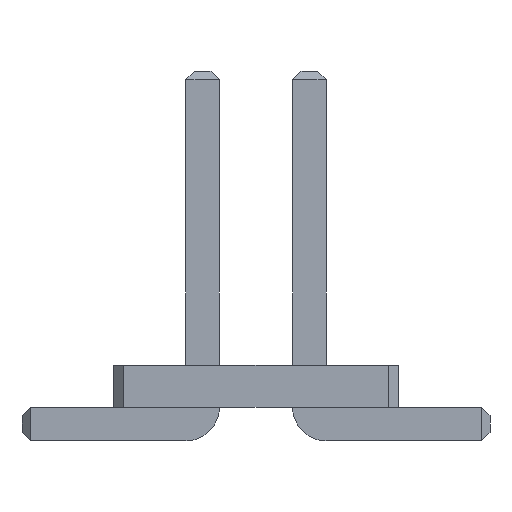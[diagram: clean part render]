
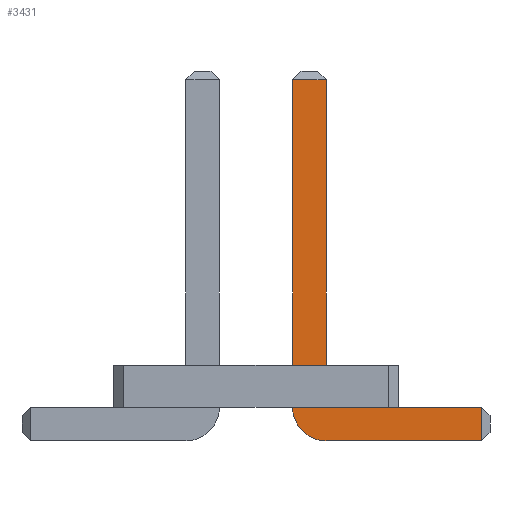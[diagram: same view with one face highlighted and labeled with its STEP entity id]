
A CAD part, front view. The second image highlights one B-rep face of the part: STEP entity #3431.
In plain terms, the highlighted planar face has unit normal (0, -1, 0).
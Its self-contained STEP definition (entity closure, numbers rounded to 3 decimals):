
#67=DIRECTION('',(1.,0.,0.));
#1523=VECTOR('',#67,1.);
#1576=DIRECTION('',(-1.,0.,0.));
#3029=VECTOR('',#1576,1.);
#3240=DIRECTION('',(-0.,1.,0.));
#3241=DIRECTION('',(0.,0.,-1.));
#3248=VECTOR('',#3249,1.);
#3249=DIRECTION('',(0.,0.,1.));
#3260=VECTOR('',#3241,1.);
#3272=DIRECTION('',(0.,1.,0.));
#3273=DIRECTION('',(1.,0.,0.));
#3280=VERTEX_POINT('',#3281);
#3281=CARTESIAN_POINT('',(2.685,-16.075,0.));
#3284=ORIENTED_EDGE('',*,*,#3285,.T.);
#3285=EDGE_CURVE('',#3280,#3286,#3288,.T.);
#3286=VERTEX_POINT('',#3287);
#3287=CARTESIAN_POINT('',(0.835,-16.075,0.));
#3288=LINE('',#3289,#3029);
#3289=CARTESIAN_POINT('',(2.785,-16.075,0.));
#3326=VERTEX_POINT('',#3327);
#3327=CARTESIAN_POINT('',(0.435,-16.075,0.4));
#3330=EDGE_CURVE('',#3286,#3326,#3331,.T.);
#3331=CIRCLE('',#3332,0.4);
#3332=AXIS2_PLACEMENT_3D('',#3333,#3240,#3241);
#3333=CARTESIAN_POINT('',(0.835,-16.075,0.4));
#3342=VERTEX_POINT('',#3333);
#3344=ORIENTED_EDGE('',*,*,#3345,.T.);
#3345=EDGE_CURVE('',#3342,#3346,#3348,.T.);
#3346=VERTEX_POINT('',#3347);
#3347=CARTESIAN_POINT('',(2.685,-16.075,0.4));
#3348=LINE('',#3333,#1523);
#3358=ORIENTED_EDGE('',*,*,#3359,.T.);
#3359=EDGE_CURVE('',#3326,#3360,#3362,.T.);
#3360=VERTEX_POINT('',#3361);
#3361=CARTESIAN_POINT('',(0.435,-16.075,4.3));
#3362=LINE('',#3363,#3248);
#3363=CARTESIAN_POINT('',(0.435,-16.075,0.));
#3376=VERTEX_POINT('',#3377);
#3377=CARTESIAN_POINT('',(0.835,-16.075,4.3));
#3379=ORIENTED_EDGE('',*,*,#3380,.T.);
#3380=EDGE_CURVE('',#3376,#3342,#3381,.T.);
#3381=LINE('',#3382,#3260);
#3382=CARTESIAN_POINT('',(0.835,-16.075,4.4));
#3431=ADVANCED_FACE('',(#3432),#3441,.F.);
#3432=FACE_BOUND('',#3433,.F.);
#3433=EDGE_LOOP('',(#3284,#3434,#3358,#3435,#3379,#3344,#3438));
#3434=ORIENTED_EDGE('',*,*,#3330,.T.);
#3435=ORIENTED_EDGE('',*,*,#3436,.T.);
#3436=EDGE_CURVE('',#3360,#3376,#3437,.T.);
#3437=LINE('',#3361,#1523);
#3438=ORIENTED_EDGE('',*,*,#3439,.T.);
#3439=EDGE_CURVE('',#3346,#3280,#3440,.T.);
#3440=LINE('',#3347,#3260);
#3441=PLANE('',#3442);
#3442=AXIS2_PLACEMENT_3D('',#3443,#3272,#3273);
#3443=CARTESIAN_POINT('',(1.032,-16.075,1.622));
